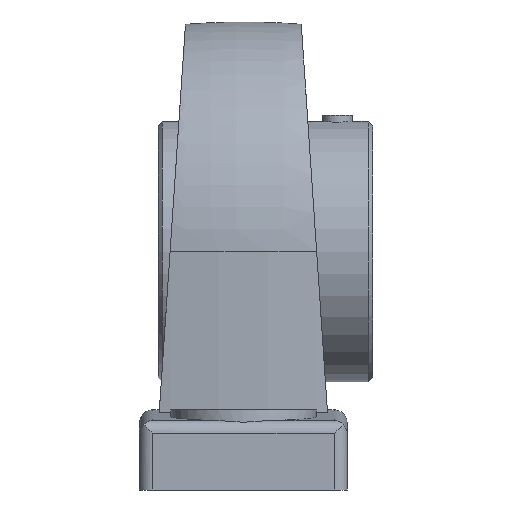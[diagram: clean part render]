
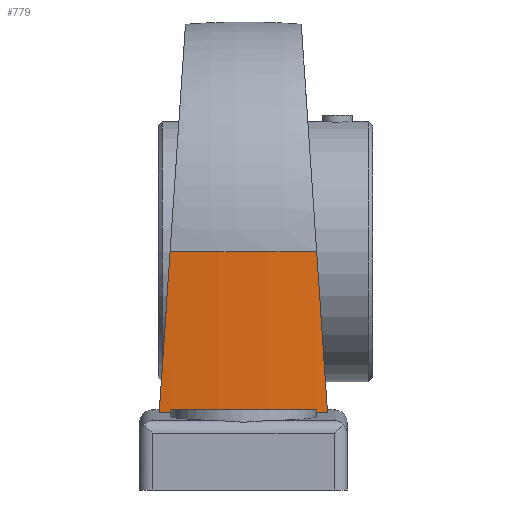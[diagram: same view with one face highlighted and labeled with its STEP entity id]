
A CAD part, front view. The second image highlights one B-rep face of the part: STEP entity #779.
In plain terms, the highlighted cylindrical face has radius 285.238 mm (diameter 570.477 mm), a partial arc.
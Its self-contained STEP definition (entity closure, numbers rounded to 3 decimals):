
#39 = VERTEX_POINT ( 'NONE', #3783 ) ;
#462 = VERTEX_POINT ( 'NONE', #9086 ) ;
#492 = DIRECTION ( 'NONE',  ( 0., 0., 1. ) ) ;
#545 = AXIS2_PLACEMENT_3D ( 'NONE', #3683, #1861, #10820 ) ;
#779 = ADVANCED_FACE ( 'NONE', ( #3104 ), #7546, .T. ) ;
#1164 = DIRECTION ( 'NONE',  ( 0., 0., 1. ) ) ;
#1313 = VECTOR ( 'NONE', #1164, 1000. ) ;
#1430 = VERTEX_POINT ( 'NONE', #7270 ) ;
#1539 = ORIENTED_EDGE ( 'NONE', *, *, #10607, .T. ) ;
#1686 = CARTESIAN_POINT ( 'NONE',  ( -29.05, -90.317, -64.265 ) ) ;
#1766 = VERTEX_POINT ( 'NONE', #4236 ) ;
#1861 = DIRECTION ( 'NONE',  ( 0., 0., -1. ) ) ;
#1935 = CARTESIAN_POINT ( 'NONE',  ( -29.275, -90.294, 0. ) ) ;
#1991 = CARTESIAN_POINT ( 'NONE',  ( -29.05, -90.317, -63.771 ) ) ;
#2082 = CARTESIAN_POINT ( 'NONE',  ( 33.62, -89.812, -64.238 ) ) ;
#2443 = CARTESIAN_POINT ( 'NONE',  ( 30.575, -90.161, -64.257 ) ) ;
#2920 = LINE ( 'NONE', #1991, #1313 ) ;
#2978 = CARTESIAN_POINT ( 'NONE',  ( -33.62, -89.812, -64.238 ) ) ;
#3104 = FACE_OUTER_BOUND ( 'NONE', #11561, .T. ) ;
#3656 = AXIS2_PLACEMENT_3D ( 'NONE', #4947, #8534, #9191 ) ;
#3683 = CARTESIAN_POINT ( 'NONE',  ( 0., 193.439, 0. ) ) ;
#3783 = CARTESIAN_POINT ( 'NONE',  ( 29.275, -90.294, 0. ) ) ;
#4130 = ORIENTED_EDGE ( 'NONE', *, *, #9860, .T. ) ;
#4192 = DIRECTION ( 'NONE',  ( 0., 0., -1. ) ) ;
#4236 = CARTESIAN_POINT ( 'NONE',  ( -33.62, -89.812, -64.238 ) ) ;
#4490 = CIRCLE ( 'NONE', #5049, 285.239 ) ;
#4569 = CARTESIAN_POINT ( 'NONE',  ( 29.05, -90.317, -63.2 ) ) ;
#4947 = CARTESIAN_POINT ( 'NONE',  ( 0., 193.439, -65.7 ) ) ;
#4955 = CARTESIAN_POINT ( 'NONE',  ( 29.05, -90.317, -63.771 ) ) ;
#5049 = AXIS2_PLACEMENT_3D ( 'NONE', #5844, #492, #6807 ) ;
#5514 = CARTESIAN_POINT ( 'NONE',  ( -30.725, -90.144, -21.431 ) ) ;
#5742 = CARTESIAN_POINT ( 'NONE',  ( -32.173, -89.983, -42.844 ) ) ;
#5844 = CARTESIAN_POINT ( 'NONE',  ( 0., 193.439, -63.2 ) ) ;
#6648 =( BOUNDED_CURVE ( )  B_SPLINE_CURVE ( 3, ( #9650, #11572, #2443, #7989 ),
 .UNSPECIFIED., .F., .T. ) 
 B_SPLINE_CURVE_WITH_KNOTS ( ( 4, 4 ),
 ( 6.165, 6.181 ),
 .UNSPECIFIED. ) 
 CURVE ( )  GEOMETRIC_REPRESENTATION_ITEM ( )  RATIONAL_B_SPLINE_CURVE ( ( 1., 1., 1., 1. ) ) 
 REPRESENTATION_ITEM ( '' )  );
#6748 = EDGE_CURVE ( 'NONE', #8902, #1430, #8725, .T. ) ;
#6807 = DIRECTION ( 'NONE',  ( -1., 0., 0. ) ) ;
#6985 = EDGE_CURVE ( 'NONE', #11064, #39, #9820, .T. ) ;
#7185 = CARTESIAN_POINT ( 'NONE',  ( -29.275, -90.294, 0. ) ) ;
#7270 = CARTESIAN_POINT ( 'NONE',  ( 29.05, -90.317, -64.265 ) ) ;
#7546 = CYLINDRICAL_SURFACE ( 'NONE', #3656, 285.239 ) ;
#7721 = ORIENTED_EDGE ( 'NONE', *, *, #6985, .T. ) ;
#7764 = ORIENTED_EDGE ( 'NONE', *, *, #8682, .F. ) ;
#7816 = EDGE_CURVE ( 'NONE', #10823, #8902, #4490, .T. ) ;
#7989 = CARTESIAN_POINT ( 'NONE',  ( 29.05, -90.317, -64.265 ) ) ;
#8384 = CARTESIAN_POINT ( 'NONE',  ( 29.275, -90.294, 0. ) ) ;
#8534 = DIRECTION ( 'NONE',  ( 0., 0., 1. ) ) ;
#8545 = ORIENTED_EDGE ( 'NONE', *, *, #6748, .T. ) ;
#8682 = EDGE_CURVE ( 'NONE', #11064, #1430, #6648, .T. ) ;
#8725 = LINE ( 'NONE', #4955, #9766 ) ;
#8757 = EDGE_CURVE ( 'NONE', #462, #1766, #9149, .T. ) ;
#8842 = EDGE_CURVE ( 'NONE', #39, #9811, #9390, .T. ) ;
#8902 = VERTEX_POINT ( 'NONE', #4569 ) ;
#8984 = CARTESIAN_POINT ( 'NONE',  ( -33.62, -89.812, -64.238 ) ) ;
#9086 = CARTESIAN_POINT ( 'NONE',  ( -29.05, -90.317, -64.265 ) ) ;
#9149 =( BOUNDED_CURVE ( )  B_SPLINE_CURVE ( 3, ( #1686, #11630, #10704, #8984 ),
 .UNSPECIFIED., .F., .T. ) 
 B_SPLINE_CURVE_WITH_KNOTS ( ( 4, 4 ),
 ( 0.102, 0.118 ),
 .UNSPECIFIED. ) 
 CURVE ( )  GEOMETRIC_REPRESENTATION_ITEM ( )  RATIONAL_B_SPLINE_CURVE ( ( 1., 1., 1., 1. ) ) 
 REPRESENTATION_ITEM ( '' )  );
#9191 = DIRECTION ( 'NONE',  ( -1., 0., 0. ) ) ;
#9201 = ORIENTED_EDGE ( 'NONE', *, *, #8757, .F. ) ;
#9268 = CARTESIAN_POINT ( 'NONE',  ( 32.173, -89.983, -42.844 ) ) ;
#9323 = CARTESIAN_POINT ( 'NONE',  ( 30.725, -90.144, -21.431 ) ) ;
#9390 = CIRCLE ( 'NONE', #545, 285.239 ) ;
#9439 =( BOUNDED_CURVE ( )  B_SPLINE_CURVE ( 3, ( #1935, #5514, #5742, #2978 ),
 .UNSPECIFIED., .F., .T. ) 
 B_SPLINE_CURVE_WITH_KNOTS ( ( 4, 4 ),
 ( 4.815, 4.831 ),
 .UNSPECIFIED. ) 
 CURVE ( )  GEOMETRIC_REPRESENTATION_ITEM ( )  RATIONAL_B_SPLINE_CURVE ( ( 1., 1., 1., 1. ) ) 
 REPRESENTATION_ITEM ( '' )  );
#9650 = CARTESIAN_POINT ( 'NONE',  ( 33.62, -89.812, -64.238 ) ) ;
#9766 = VECTOR ( 'NONE', #4192, 1000. ) ;
#9811 = VERTEX_POINT ( 'NONE', #7185 ) ;
#9820 =( BOUNDED_CURVE ( )  B_SPLINE_CURVE ( 3, ( #2082, #9268, #9323, #8384 ),
 .UNSPECIFIED., .F., .T. ) 
 B_SPLINE_CURVE_WITH_KNOTS ( ( 4, 4 ),
 ( 4.594, 4.61 ),
 .UNSPECIFIED. ) 
 CURVE ( )  GEOMETRIC_REPRESENTATION_ITEM ( )  RATIONAL_B_SPLINE_CURVE ( ( 1., 1., 1., 1. ) ) 
 REPRESENTATION_ITEM ( '' )  );
#9860 = EDGE_CURVE ( 'NONE', #462, #10823, #2920, .T. ) ;
#10311 = CARTESIAN_POINT ( 'NONE',  ( -29.05, -90.317, -63.2 ) ) ;
#10417 = ORIENTED_EDGE ( 'NONE', *, *, #8842, .T. ) ;
#10607 = EDGE_CURVE ( 'NONE', #9811, #1766, #9439, .T. ) ;
#10626 = ORIENTED_EDGE ( 'NONE', *, *, #7816, .T. ) ;
#10704 = CARTESIAN_POINT ( 'NONE',  ( -32.098, -89.992, -64.248 ) ) ;
#10820 = DIRECTION ( 'NONE',  ( -1., 0., 0. ) ) ;
#10823 = VERTEX_POINT ( 'NONE', #10311 ) ;
#11064 = VERTEX_POINT ( 'NONE', #11182 ) ;
#11182 = CARTESIAN_POINT ( 'NONE',  ( 33.62, -89.812, -64.238 ) ) ;
#11561 = EDGE_LOOP ( 'NONE', ( #4130, #10626, #8545, #7764, #7721, #10417, #1539, #9201 ) ) ;
#11572 = CARTESIAN_POINT ( 'NONE',  ( 32.098, -89.992, -64.248 ) ) ;
#11630 = CARTESIAN_POINT ( 'NONE',  ( -30.575, -90.161, -64.257 ) ) ;
